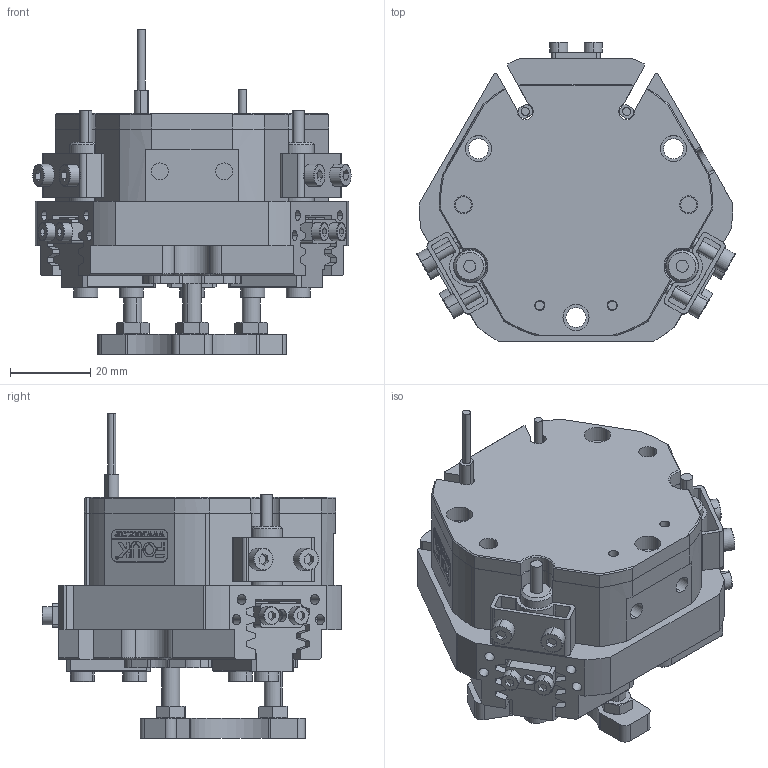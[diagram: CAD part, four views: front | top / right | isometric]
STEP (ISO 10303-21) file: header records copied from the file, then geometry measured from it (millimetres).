
FILE_DESCRIPTION (( 'STEP AP203' ), '1' );
FILE_NAME ('FZ42-78-C20.STEP', '2025-03-04T01:50:40', ( 'USER-' ), ( 'Microsoft' ), 'SwSTEP 2.0', 'SolidWorks 2018', '' );
FILE_SCHEMA (( 'CONFIG_CONTROL_DESIGN' ));
Length unit declared in the file: millimetre
Products named in the file (17): 20241021-M3 換覜ん揤輸蛌; 棠羲換覜ん; M4蹟譫尨砩; ﾏ擎ﾗ6｡ﾁ4｡ﾁ5; TZT42-78-M-01 褲极; 揤輸杅耀.sldasm-Part-9; FZ42-78-C20; 16x8-R1.5; 内六角圆柱头螺钉[GBT70_1-2008][M3×10]_M3×10; TZT42-78-M-06 笢猾啣; 揤輸蚾饜极; 8x18諉輪羲壽; TZT42-78-M-05 菁裔啣; TZT42-78-M-08 芢啣; TZ42囀离芢裝; 内六角圆柱头螺钉[GBT70_1-2008][M2.5×8]_M2.5×8; TZT42-78-M-02 喘倛賑輸
Assembly tree (36 placements, depth 3):
  FZ42-78-C20
    TZT42-78-M-01 褲极
    TZT42-78-M-02 喘倛賑輸  x3
    TZT42-78-M-05 菁裔啣
    TZT42-78-M-06 笢猾啣
    TZ42囀离芢裝  x3
    TZT42-78-M-08 芢啣
    M4蹟譫尨砩  x3
    8x18諉輪羲壽  x2
    20241021-M3 換覜ん揤輸蛌  x2
    揤輸蚾饜极  x3
      揤輸杅耀.sldasm-Part-9
      内六角圆柱头螺钉[GBT70_1-2008][M2.5×8]_M2.5×8
    16x8-R1.5
    棠羲換覜ん  x2
    内六角圆柱头螺钉[GBT70_1-2008][M3×10]_M3×10  x4
    ﾏ擎ﾗ6｡ﾁ4｡ﾁ5  x6
Bounding box: 79.15 x 74.49 x 80.71 mm (x, y, z)
Volume: 142053.9 mm3; surface area: 59607.7 mm2
Topology: 39 solids, 44 shells, 1822 faces, 4668 edges, 2974 vertices
Faces by surface type: plane 845, cylinder 545, cone 237, bspline 155, torus 40
Entity records: 46202 total; most frequent: CARTESIAN_POINT 13283, ORIENTED_EDGE 6528, DIRECTION 6023, EDGE_CURVE 3264, VERTEX_POINT 2128, VECTOR 2063, LINE 2063, AXIS2_PLACEMENT_3D 1980
